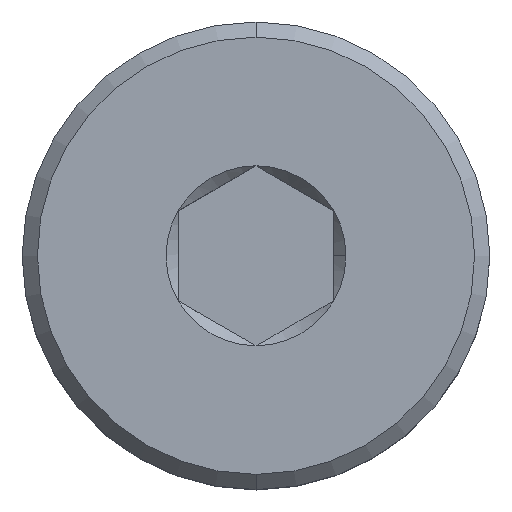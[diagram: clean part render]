
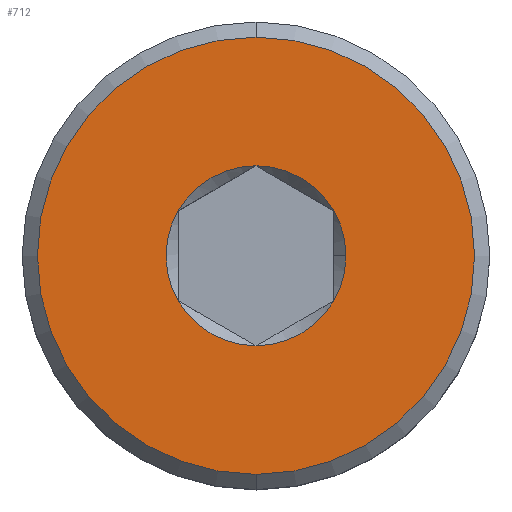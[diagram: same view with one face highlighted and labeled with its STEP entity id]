
A CAD part, top view. The second image highlights one B-rep face of the part: STEP entity #712.
In plain terms, the highlighted planar face has unit normal (0, 0, 1).
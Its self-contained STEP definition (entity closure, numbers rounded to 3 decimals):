
#13 = VERTEX_POINT ( 'NONE', #2150 ) ;
#57 = CIRCLE ( 'NONE', #257, 1.155 ) ;
#69 = DIRECTION ( 'NONE',  ( 1., 0., 0. ) ) ;
#99 = VERTEX_POINT ( 'NONE', #1192 ) ;
#132 = CARTESIAN_POINT ( 'NONE',  ( 0., 1.155, 0. ) ) ;
#152 = DIRECTION ( 'NONE',  ( 0., -1., 0. ) ) ;
#207 = ORIENTED_EDGE ( 'NONE', *, *, #813, .F. ) ;
#235 = DIRECTION ( 'NONE',  ( 0., 0., 1. ) ) ;
#257 = AXIS2_PLACEMENT_3D ( 'NONE', #1894, #1343, #69 ) ;
#269 = EDGE_CURVE ( 'NONE', #99, #408, #1103, .T. ) ;
#290 = CARTESIAN_POINT ( 'NONE',  ( 0., 0., 0. ) ) ;
#298 = FACE_OUTER_BOUND ( 'NONE', #2364, .T. ) ;
#368 = EDGE_CURVE ( 'NONE', #2075, #1360, #57, .T. ) ;
#392 = ORIENTED_EDGE ( 'NONE', *, *, #1243, .T. ) ;
#408 = VERTEX_POINT ( 'NONE', #1617 ) ;
#483 = DIRECTION ( 'NONE',  ( 0., -1., 0. ) ) ;
#490 = AXIS2_PLACEMENT_3D ( 'NONE', #2342, #1760, #483 ) ;
#514 = DIRECTION ( 'NONE',  ( 0., -1., 0. ) ) ;
#580 = VERTEX_POINT ( 'NONE', #132 ) ;
#589 = CIRCLE ( 'NONE', #1293, 1.155 ) ;
#657 = EDGE_LOOP ( 'NONE', ( #1096, #808, #1283, #1308, #207, #2042, #2093 ) ) ;
#675 = CARTESIAN_POINT ( 'NONE',  ( 0., 0., 0. ) ) ;
#712 = ADVANCED_FACE ( 'NONE', ( #720, #298 ), #1328, .T. ) ;
#720 = FACE_BOUND ( 'NONE', #657, .T. ) ;
#788 = CARTESIAN_POINT ( 'NONE',  ( -1., 0.577, 0. ) ) ;
#794 = CARTESIAN_POINT ( 'NONE',  ( 0., 0., 0. ) ) ;
#808 = ORIENTED_EDGE ( 'NONE', *, *, #2208, .F. ) ;
#813 = EDGE_CURVE ( 'NONE', #1546, #580, #2186, .T. ) ;
#834 = CARTESIAN_POINT ( 'NONE',  ( 0., -2.805, 0. ) ) ;
#890 = AXIS2_PLACEMENT_3D ( 'NONE', #290, #1748, #514 ) ;
#905 = DIRECTION ( 'NONE',  ( 1., 0., 0. ) ) ;
#943 = AXIS2_PLACEMENT_3D ( 'NONE', #2080, #973, #2225 ) ;
#957 = EDGE_CURVE ( 'NONE', #580, #2075, #1384, .T. ) ;
#973 = DIRECTION ( 'NONE',  ( 0., 0., 1. ) ) ;
#993 = EDGE_CURVE ( 'NONE', #1890, #1409, #2442, .T. ) ;
#1003 = CARTESIAN_POINT ( 'NONE',  ( 0., 0., 0. ) ) ;
#1016 = DIRECTION ( 'NONE',  ( 1., 0., 0. ) ) ;
#1040 = CIRCLE ( 'NONE', #2327, 1.155 ) ;
#1056 = DIRECTION ( 'NONE',  ( 1., 0., 0. ) ) ;
#1096 = ORIENTED_EDGE ( 'NONE', *, *, #269, .F. ) ;
#1103 = CIRCLE ( 'NONE', #1936, 1.155 ) ;
#1192 = CARTESIAN_POINT ( 'NONE',  ( 0., -1.155, 0. ) ) ;
#1223 = DIRECTION ( 'NONE',  ( 0., 0., 1. ) ) ;
#1243 = EDGE_CURVE ( 'NONE', #1409, #1890, #1295, .T. ) ;
#1252 = DIRECTION ( 'NONE',  ( 0., 0., 1. ) ) ;
#1283 = ORIENTED_EDGE ( 'NONE', *, *, #368, .F. ) ;
#1291 = CIRCLE ( 'NONE', #1428, 1.155 ) ;
#1293 = AXIS2_PLACEMENT_3D ( 'NONE', #1513, #235, #1700 ) ;
#1295 = CIRCLE ( 'NONE', #890, 2.805 ) ;
#1308 = ORIENTED_EDGE ( 'NONE', *, *, #957, .F. ) ;
#1328 = PLANE ( 'NONE',  #490 ) ;
#1343 = DIRECTION ( 'NONE',  ( 0., 0., 1. ) ) ;
#1360 = VERTEX_POINT ( 'NONE', #1773 ) ;
#1384 = CIRCLE ( 'NONE', #2066, 1.155 ) ;
#1409 = VERTEX_POINT ( 'NONE', #1614 ) ;
#1428 = AXIS2_PLACEMENT_3D ( 'NONE', #675, #2032, #905 ) ;
#1429 = DIRECTION ( 'NONE',  ( 0., 0., 1. ) ) ;
#1513 = CARTESIAN_POINT ( 'NONE',  ( 0., 0., 0. ) ) ;
#1540 = EDGE_CURVE ( 'NONE', #408, #13, #1040, .T. ) ;
#1546 = VERTEX_POINT ( 'NONE', #2118 ) ;
#1560 = ORIENTED_EDGE ( 'NONE', *, *, #993, .T. ) ;
#1614 = CARTESIAN_POINT ( 'NONE',  ( 0., 2.805, 0. ) ) ;
#1617 = CARTESIAN_POINT ( 'NONE',  ( 1., -0.577, 0. ) ) ;
#1700 = DIRECTION ( 'NONE',  ( 1., 0., 0. ) ) ;
#1748 = DIRECTION ( 'NONE',  ( 0., 0., 1. ) ) ;
#1760 = DIRECTION ( 'NONE',  ( 0., 0., 1. ) ) ;
#1773 = CARTESIAN_POINT ( 'NONE',  ( -1., -0.577, 0. ) ) ;
#1890 = VERTEX_POINT ( 'NONE', #834 ) ;
#1894 = CARTESIAN_POINT ( 'NONE',  ( 0., 0., 0. ) ) ;
#1936 = AXIS2_PLACEMENT_3D ( 'NONE', #1003, #1223, #1056 ) ;
#2032 = DIRECTION ( 'NONE',  ( 0., 0., 1. ) ) ;
#2042 = ORIENTED_EDGE ( 'NONE', *, *, #2215, .F. ) ;
#2066 = AXIS2_PLACEMENT_3D ( 'NONE', #794, #2107, #1016 ) ;
#2075 = VERTEX_POINT ( 'NONE', #788 ) ;
#2080 = CARTESIAN_POINT ( 'NONE',  ( 0., 0., 0. ) ) ;
#2093 = ORIENTED_EDGE ( 'NONE', *, *, #1540, .F. ) ;
#2107 = DIRECTION ( 'NONE',  ( 0., 0., 1. ) ) ;
#2118 = CARTESIAN_POINT ( 'NONE',  ( 1., 0.577, 0. ) ) ;
#2150 = CARTESIAN_POINT ( 'NONE',  ( 1.155, 0., 0. ) ) ;
#2186 = CIRCLE ( 'NONE', #943, 1.155 ) ;
#2208 = EDGE_CURVE ( 'NONE', #1360, #99, #589, .T. ) ;
#2215 = EDGE_CURVE ( 'NONE', #13, #1546, #1291, .T. ) ;
#2225 = DIRECTION ( 'NONE',  ( 1., 0., 0. ) ) ;
#2276 = CARTESIAN_POINT ( 'NONE',  ( 0., 0., 0. ) ) ;
#2327 = AXIS2_PLACEMENT_3D ( 'NONE', #2276, #1252, #2427 ) ;
#2342 = CARTESIAN_POINT ( 'NONE',  ( 0., 0., 0. ) ) ;
#2364 = EDGE_LOOP ( 'NONE', ( #392, #1560 ) ) ;
#2365 = AXIS2_PLACEMENT_3D ( 'NONE', #2408, #1429, #152 ) ;
#2408 = CARTESIAN_POINT ( 'NONE',  ( 0., 0., 0. ) ) ;
#2427 = DIRECTION ( 'NONE',  ( 1., 0., 0. ) ) ;
#2442 = CIRCLE ( 'NONE', #2365, 2.805 ) ;
